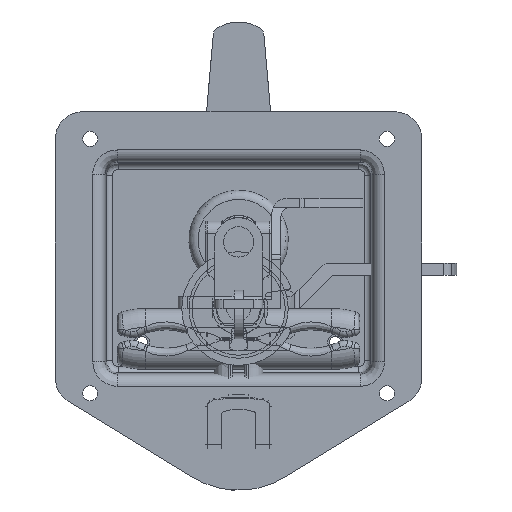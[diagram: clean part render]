
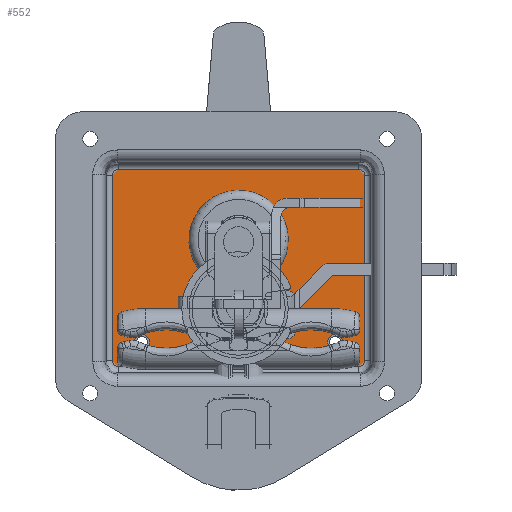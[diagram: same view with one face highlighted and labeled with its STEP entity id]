
A CAD part, top view. The second image highlights one B-rep face of the part: STEP entity #552.
In plain terms, the highlighted planar face has unit normal (0, 0, 1).
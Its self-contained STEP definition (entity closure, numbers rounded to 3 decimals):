
#552 = ADVANCED_FACE( '', ( #1127, #1128, #1129, #1130, #1131, #1132 ), #1133, .T. );
#1127 = FACE_BOUND( '', #2531, .T. );
#1128 = FACE_BOUND( '', #2532, .T. );
#1129 = FACE_OUTER_BOUND( '', #2533, .T. );
#1130 = FACE_BOUND( '', #2534, .T. );
#1131 = FACE_BOUND( '', #2535, .T. );
#1132 = FACE_BOUND( '', #2536, .T. );
#1133 = PLANE( '', #2537 );
#2531 = EDGE_LOOP( '', ( #7531 ) );
#2532 = EDGE_LOOP( '', ( #7532 ) );
#2533 = EDGE_LOOP( '', ( #7533, #7534, #7535, #7536, #7537, #7538, #7539, #7540 ) );
#2534 = EDGE_LOOP( '', ( #7541 ) );
#2535 = EDGE_LOOP( '', ( #7542 ) );
#2536 = EDGE_LOOP( '', ( #7543 ) );
#2537 = AXIS2_PLACEMENT_3D( '', #7544, #7545, #7546 );
#7531 = ORIENTED_EDGE( '', *, *, #11169, .T. );
#7532 = ORIENTED_EDGE( '', *, *, #11170, .T. );
#7533 = ORIENTED_EDGE( '', *, *, #11171, .T. );
#7534 = ORIENTED_EDGE( '', *, *, #11172, .T. );
#7535 = ORIENTED_EDGE( '', *, *, #11173, .T. );
#7536 = ORIENTED_EDGE( '', *, *, #11174, .T. );
#7537 = ORIENTED_EDGE( '', *, *, #11175, .T. );
#7538 = ORIENTED_EDGE( '', *, *, #11080, .T. );
#7539 = ORIENTED_EDGE( '', *, *, #11176, .T. );
#7540 = ORIENTED_EDGE( '', *, *, #11177, .T. );
#7541 = ORIENTED_EDGE( '', *, *, #11178, .T. );
#7542 = ORIENTED_EDGE( '', *, *, #11179, .T. );
#7543 = ORIENTED_EDGE( '', *, *, #11180, .T. );
#7544 = CARTESIAN_POINT( '', ( 44.25, 48.5, -18.5 ) );
#7545 = DIRECTION( '', ( 0., 0., 1. ) );
#7546 = DIRECTION( '', ( 0., 1., 0. ) );
#11080 = EDGE_CURVE( '', #12321, #12325, #12327, .T. );
#11169 = EDGE_CURVE( '', #12481, #12481, #12482, .F. );
#11170 = EDGE_CURVE( '', #12483, #12483, #12484, .F. );
#11171 = EDGE_CURVE( '', #12485, #12486, #12487, .T. );
#11172 = EDGE_CURVE( '', #12486, #12488, #12489, .T. );
#11173 = EDGE_CURVE( '', #12488, #12490, #12491, .T. );
#11174 = EDGE_CURVE( '', #12490, #12492, #12493, .T. );
#11175 = EDGE_CURVE( '', #12492, #12321, #12494, .T. );
#11176 = EDGE_CURVE( '', #12325, #12495, #12496, .T. );
#11177 = EDGE_CURVE( '', #12495, #12485, #12497, .T. );
#11178 = EDGE_CURVE( '', #12498, #12498, #12499, .F. );
#11179 = EDGE_CURVE( '', #12500, #12500, #12501, .F. );
#11180 = EDGE_CURVE( '', #12502, #12502, #12503, .F. );
#12321 = VERTEX_POINT( '', #14321 );
#12325 = VERTEX_POINT( '', #14325 );
#12327 = ELLIPSE( '', #14327, 2.002, 2. );
#12481 = VERTEX_POINT( '', #14517 );
#12482 = CIRCLE( '', #14518, 2. );
#12483 = VERTEX_POINT( '', #14519 );
#12484 = CIRCLE( '', #14520, 2.5 );
#12485 = VERTEX_POINT( '', #14521 );
#12486 = VERTEX_POINT( '', #14522 );
#12487 = LINE( '', #14523, #14524 );
#12488 = VERTEX_POINT( '', #14525 );
#12489 = ELLIPSE( '', #14526, 2.002, 2. );
#12490 = VERTEX_POINT( '', #14527 );
#12491 = LINE( '', #14528, #14529 );
#12492 = VERTEX_POINT( '', #14530 );
#12493 = ELLIPSE( '', #14531, 2.002, 2. );
#12494 = LINE( '', #14532, #14533 );
#12495 = VERTEX_POINT( '', #14534 );
#12496 = LINE( '', #14535, #14536 );
#12497 = ELLIPSE( '', #14537, 2.002, 2. );
#12498 = VERTEX_POINT( '', #14538 );
#12499 = CIRCLE( '', #14539, 6.15 );
#12500 = VERTEX_POINT( '', #14540 );
#12501 = CIRCLE( '', #14541, 2.5 );
#12502 = VERTEX_POINT( '', #14542 );
#12503 = CIRCLE( '', #14543, 2. );
#14321 = CARTESIAN_POINT( '', ( -41.673, -17.194, -18.5 ) );
#14325 = CARTESIAN_POINT( '', ( -39.674, -19.193, -18.5 ) );
#14327 = AXIS2_PLACEMENT_3D( '', #20825, #20826, #20827 );
#14517 = CARTESIAN_POINT( '', ( 7.75, -6.25, -18.5 ) );
#14518 = AXIS2_PLACEMENT_3D( '', #21020, #21021, #21022 );
#14519 = CARTESIAN_POINT( '', ( -29.4, -11., -18.5 ) );
#14520 = AXIS2_PLACEMENT_3D( '', #21023, #21024, #21025 );
#14521 = CARTESIAN_POINT( '', ( 41.673, -17.194, -18.5 ) );
#14522 = CARTESIAN_POINT( '', ( 41.673, 43.924, -18.5 ) );
#14523 = CARTESIAN_POINT( '', ( 41.673, 43.856, -18.5 ) );
#14524 = VECTOR( '', #21026, 1000. );
#14525 = CARTESIAN_POINT( '', ( 39.674, 45.923, -18.5 ) );
#14526 = AXIS2_PLACEMENT_3D( '', #21027, #21028, #21029 );
#14527 = CARTESIAN_POINT( '', ( -39.674, 45.923, -18.5 ) );
#14528 = CARTESIAN_POINT( '', ( -39.606, 45.923, -18.5 ) );
#14529 = VECTOR( '', #21030, 1000. );
#14530 = CARTESIAN_POINT( '', ( -41.673, 43.924, -18.5 ) );
#14531 = AXIS2_PLACEMENT_3D( '', #21031, #21032, #21033 );
#14532 = CARTESIAN_POINT( '', ( -41.673, -17.126, -18.5 ) );
#14533 = VECTOR( '', #21034, 1000. );
#14534 = CARTESIAN_POINT( '', ( 39.674, -19.193, -18.5 ) );
#14535 = CARTESIAN_POINT( '', ( 39.606, -19.193, -18.5 ) );
#14536 = VECTOR( '', #21035, 1000. );
#14537 = AXIS2_PLACEMENT_3D( '', #21036, #21037, #21038 );
#14538 = CARTESIAN_POINT( '', ( 6.15, 22.7, -18.5 ) );
#14539 = AXIS2_PLACEMENT_3D( '', #21039, #21040, #21041 );
#14540 = CARTESIAN_POINT( '', ( 34.4, -11., -18.5 ) );
#14541 = AXIS2_PLACEMENT_3D( '', #21042, #21043, #21044 );
#14542 = CARTESIAN_POINT( '', ( 15.75, 2.25, -18.5 ) );
#14543 = AXIS2_PLACEMENT_3D( '', #21045, #21046, #21047 );
#20825 = CARTESIAN_POINT( '', ( -39.671, -17.191, -18.5 ) );
#20826 = DIRECTION( '', ( 0., 0., 1. ) );
#20827 = DIRECTION( '', ( -0.707, -0.707, 0. ) );
#21020 = CARTESIAN_POINT( '', ( 5.75, -6.25, -18.5 ) );
#21021 = DIRECTION( '', ( 0., 0., 1. ) );
#21022 = DIRECTION( '', ( 1., 0., 0. ) );
#21023 = CARTESIAN_POINT( '', ( -31.9, -11., -18.5 ) );
#21024 = DIRECTION( '', ( 0., 0., 1. ) );
#21025 = DIRECTION( '', ( 1., 0., 0. ) );
#21026 = DIRECTION( '', ( 0., 1., 0. ) );
#21027 = CARTESIAN_POINT( '', ( 39.671, 43.921, -18.5 ) );
#21028 = DIRECTION( '', ( 0., 0., 1. ) );
#21029 = DIRECTION( '', ( 0.707, 0.707, 0. ) );
#21030 = DIRECTION( '', ( -1., 0., 0. ) );
#21031 = CARTESIAN_POINT( '', ( -39.671, 43.921, -18.5 ) );
#21032 = DIRECTION( '', ( 0., 0., 1. ) );
#21033 = DIRECTION( '', ( -0.707, 0.707, 0. ) );
#21034 = DIRECTION( '', ( 0., -1., 0. ) );
#21035 = DIRECTION( '', ( 1., 0., 0. ) );
#21036 = CARTESIAN_POINT( '', ( 39.671, -17.191, -18.5 ) );
#21037 = DIRECTION( '', ( 0., 0., 1. ) );
#21038 = DIRECTION( '', ( 0.707, -0.707, 0. ) );
#21039 = CARTESIAN_POINT( '', ( 0., 22.7, -18.5 ) );
#21040 = DIRECTION( '', ( 0., 0., 1. ) );
#21041 = DIRECTION( '', ( 1., 0., 0. ) );
#21042 = CARTESIAN_POINT( '', ( 31.9, -11., -18.5 ) );
#21043 = DIRECTION( '', ( 0., 0., 1. ) );
#21044 = DIRECTION( '', ( 1., 0., 0. ) );
#21045 = CARTESIAN_POINT( '', ( 13.75, 2.25, -18.5 ) );
#21046 = DIRECTION( '', ( 0., 0., 1. ) );
#21047 = DIRECTION( '', ( 1., 0., 0. ) );
